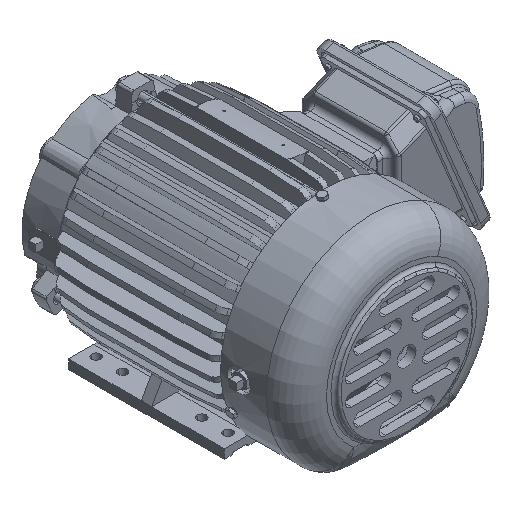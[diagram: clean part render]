
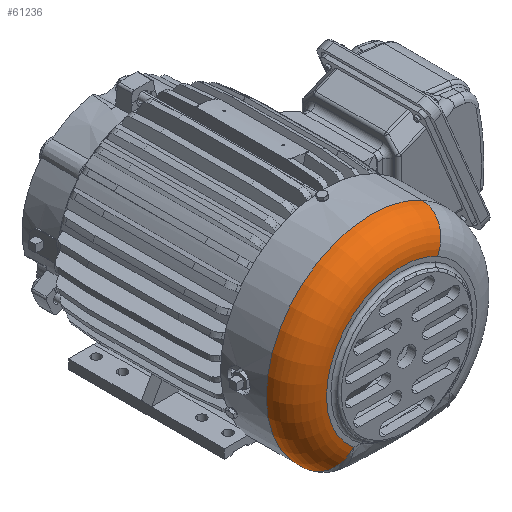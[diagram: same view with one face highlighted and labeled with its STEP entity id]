
A CAD part, isometric view. The second image highlights one B-rep face of the part: STEP entity #61236.
In plain terms, the highlighted toroidal (fillet/blend) face has major radius 72.25 mm and minor radius 29 mm.
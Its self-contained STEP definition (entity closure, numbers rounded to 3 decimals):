
#61191=CARTESIAN_POINT('Axis2P3D Location',(0.,-219.,0.)) ;
#61196=CARTESIAN_POINT('Axis2P3D Location',(0.,-248.,0.)) ;
#61200=CARTESIAN_POINT('Vertex',(-46.288,-248.,-55.475)) ;
#61202=CARTESIAN_POINT('Vertex',(34.638,-248.,63.405)) ;
#61205=CARTESIAN_POINT('Axis2P3D Location',(34.638,-219.,63.405)) ;
#61209=CARTESIAN_POINT('Vertex',(48.542,-219.,88.855)) ;
#61212=CARTESIAN_POINT('Axis2P3D Location',(0.,-219.,0.)) ;
#61216=CARTESIAN_POINT('Vertex',(-64.868,-219.,-77.742)) ;
#61220=CARTESIAN_POINT('Control Point',(-46.288,-248.,-55.475)) ;
#61221=CARTESIAN_POINT('Control Point',(-49.446,-248.,-59.259)) ;
#61222=CARTESIAN_POINT('Control Point',(-52.604,-246.953,-63.044)) ;
#61223=CARTESIAN_POINT('Control Point',(-55.571,-244.857,-66.6)) ;
#61224=CARTESIAN_POINT('Control Point',(-60.356,-239.291,-72.334)) ;
#61225=CARTESIAN_POINT('Control Point',(-63.419,-231.364,-76.005)) ;
#61226=CARTESIAN_POINT('Control Point',(-64.385,-227.363,-77.163)) ;
#61227=CARTESIAN_POINT('Control Point',(-64.868,-223.182,-77.742)) ;
#61228=CARTESIAN_POINT('Control Point',(-64.868,-219.,-77.742)) ;
#61192=DIRECTION('Axis2P3D Direction',(0.,1.,0.)) ;
#61193=DIRECTION('Axis2P3D XDirection',(0.479,0.,0.878)) ;
#61197=DIRECTION('Axis2P3D Direction',(-0.,1.,0.)) ;
#61206=DIRECTION('Axis2P3D Direction',(-0.878,0.,0.479)) ;
#61213=DIRECTION('Axis2P3D Direction',(-0.,1.,0.)) ;
#61194=AXIS2_PLACEMENT_3D('Torus Axis2P3D',#61191,#61192,#61193) ;
#61198=AXIS2_PLACEMENT_3D('Circle Axis2P3D',#61196,#61197,$) ;
#61207=AXIS2_PLACEMENT_3D('Circle Axis2P3D',#61205,#61206,$) ;
#61214=AXIS2_PLACEMENT_3D('Circle Axis2P3D',#61212,#61213,$) ;
#61231=ORIENTED_EDGE('',*,*,#61204,.T.) ;
#61232=ORIENTED_EDGE('',*,*,#61211,.F.) ;
#61233=ORIENTED_EDGE('',*,*,#61218,.F.) ;
#61234=ORIENTED_EDGE('',*,*,#61229,.F.) ;
#61236=ADVANCED_FACE('\X2\51434EF6672C9AD4\X0\',(#61235),#61195,.T.) ;
#61219=B_SPLINE_CURVE_WITH_KNOTS('',5,(#61220,#61221,#61222,#61223,#61224,#61225,#61226,#61227,#61228),.UNSPECIFIED.,.F.,.U.,(6,3,6),(0.,34.853,64.421),.UNSPECIFIED.) ;
#61199=CIRCLE('generated circle',#61198,72.25) ;
#61208=CIRCLE('generated circle',#61207,29.) ;
#61215=CIRCLE('generated circle',#61214,101.25) ;
#61195=TOROIDAL_SURFACE('homeo Torus',#61194,72.25,29.) ;
#61204=EDGE_CURVE('',#61201,#61203,#61199,.T.) ;
#61211=EDGE_CURVE('',#61210,#61203,#61208,.F.) ;
#61218=EDGE_CURVE('',#61217,#61210,#61215,.T.) ;
#61229=EDGE_CURVE('',#61201,#61217,#61219,.T.) ;
#61230=EDGE_LOOP('',(#61231,#61232,#61233,#61234)) ;
#61235=FACE_OUTER_BOUND('',#61230,.T.) ;
#61201=VERTEX_POINT('',#61200) ;
#61203=VERTEX_POINT('',#61202) ;
#61210=VERTEX_POINT('',#61209) ;
#61217=VERTEX_POINT('',#61216) ;
